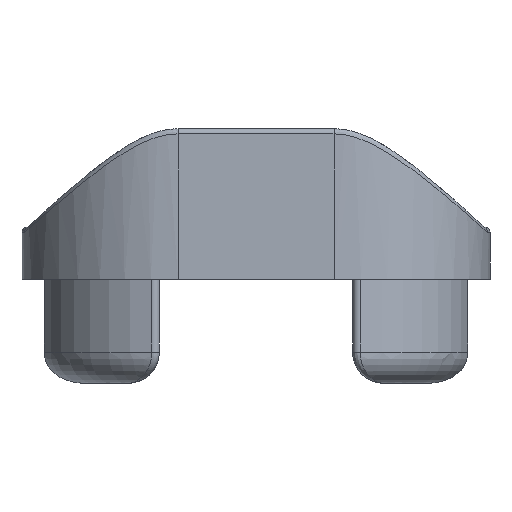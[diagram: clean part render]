
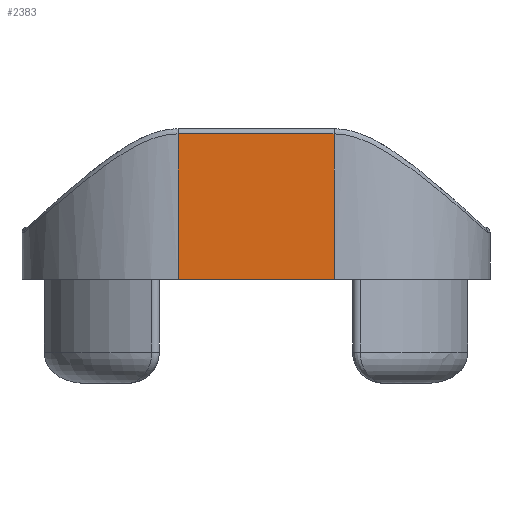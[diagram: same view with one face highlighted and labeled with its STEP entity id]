
A CAD part, front view. The second image highlights one B-rep face of the part: STEP entity #2383.
In plain terms, the highlighted planar face has unit normal (0, -1, 0).
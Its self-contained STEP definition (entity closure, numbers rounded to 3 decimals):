
#210 = VECTOR ( 'NONE', #5027, 1000. ) ;
#333 = AXIS2_PLACEMENT_3D ( 'NONE', #1785, #1796, #1797 ) ;
#379 = LINE ( 'NONE', #382, #1030 ) ;
#382 = CARTESIAN_POINT ( 'NONE',  ( -7.5, -45., 20. ) ) ;
#383 = DIRECTION ( 'NONE',  ( 0., 0., -1. ) ) ;
#385 = LINE ( 'NONE', #388, #1032 ) ;
#388 = CARTESIAN_POINT ( 'NONE',  ( -7.5, -45., 13.98 ) ) ;
#390 = DIRECTION ( 'NONE',  ( -1., 0., 0. ) ) ;
#392 = LINE ( 'NONE', #394, #1028 ) ;
#394 = CARTESIAN_POINT ( 'NONE',  ( 7.5, -45., 20. ) ) ;
#396 = DIRECTION ( 'NONE',  ( 0., 0., -1. ) ) ;
#1028 = VECTOR ( 'NONE', #396, 1000. ) ;
#1030 = VECTOR ( 'NONE', #383, 1000. ) ;
#1032 = VECTOR ( 'NONE', #390, 1000. ) ;
#1234 = CARTESIAN_POINT ( 'NONE',  ( 7.5, -45., 13.98 ) ) ;
#1262 = CARTESIAN_POINT ( 'NONE',  ( -7.5, -45., 13.98 ) ) ;
#1424 = EDGE_LOOP ( 'NONE', ( #3143, #3144, #3145, #3146 ) ) ;
#1785 = CARTESIAN_POINT ( 'NONE',  ( -7.5, -45., 20. ) ) ;
#1792 = FACE_OUTER_BOUND ( 'NONE', #1424, .T. ) ;
#1793 = PLANE ( 'NONE',  #333 ) ;
#1796 = DIRECTION ( 'NONE',  ( 0., 1., 0. ) ) ;
#1797 = DIRECTION ( 'NONE',  ( -1., 0., 0. ) ) ;
#2130 = VERTEX_POINT ( 'NONE', #1262 ) ;
#2151 = VERTEX_POINT ( 'NONE', #1234 ) ;
#2383 = ADVANCED_FACE ( 'NONE', ( #1792 ), #1793, .F. ) ;
#2991 = VERTEX_POINT ( 'NONE', #4900 ) ;
#3006 = VERTEX_POINT ( 'NONE', #4910 ) ;
#3143 = ORIENTED_EDGE ( 'NONE', *, *, #3778, .F. ) ;
#3144 = ORIENTED_EDGE ( 'NONE', *, *, #3777, .T. ) ;
#3145 = ORIENTED_EDGE ( 'NONE', *, *, #3776, .T. ) ;
#3146 = ORIENTED_EDGE ( 'NONE', *, *, #3682, .T. ) ;
#3682 = EDGE_CURVE ( 'NONE', #2991, #3006, #5022, .T. ) ;
#3776 = EDGE_CURVE ( 'NONE', #2130, #2991, #379, .T. ) ;
#3777 = EDGE_CURVE ( 'NONE', #2151, #2130, #385, .T. ) ;
#3778 = EDGE_CURVE ( 'NONE', #2151, #3006, #392, .T. ) ;
#4900 = CARTESIAN_POINT ( 'NONE',  ( -7.5, -45., 0. ) ) ;
#4910 = CARTESIAN_POINT ( 'NONE',  ( 7.5, -45., 0. ) ) ;
#5017 = CARTESIAN_POINT ( 'NONE',  ( -7.5, -45., 0. ) ) ;
#5022 = LINE ( 'NONE', #5017, #210 ) ;
#5027 = DIRECTION ( 'NONE',  ( 1., 0., 0. ) ) ;
